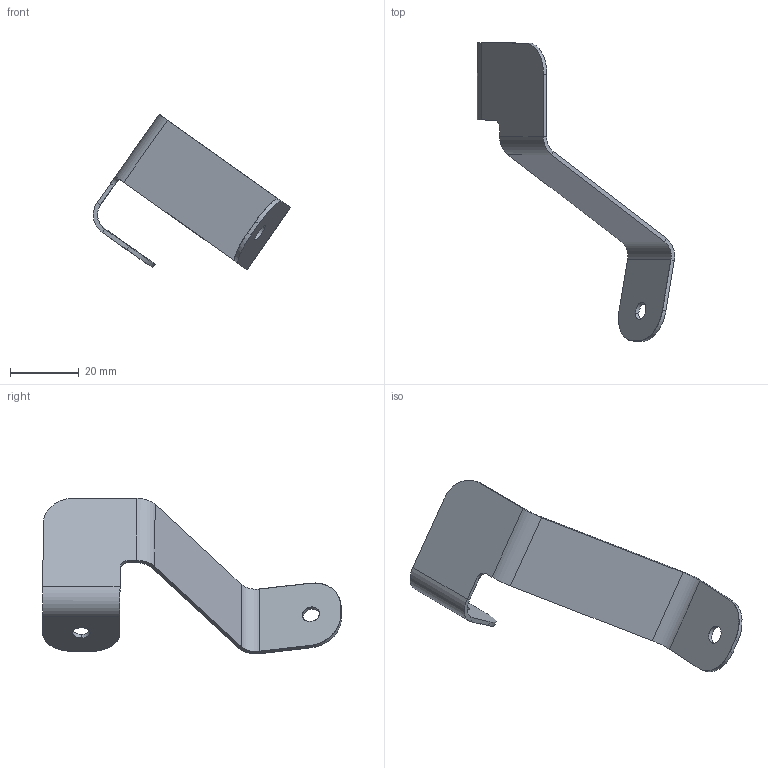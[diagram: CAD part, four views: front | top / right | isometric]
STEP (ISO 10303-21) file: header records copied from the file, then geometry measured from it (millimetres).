
FILE_DESCRIPTION(('CATIA V5 STEP Exchange','CAx-IF Rec.Pracs.--- Model Styling and Organization---1.5--- 2016-08-15','CAx-IF Rec.Pracs.---Supplemental Geometry---1.0---2011-11-01','CAx-IF Rec.Pracs.--- Composite Materials ---3.4---2017-06-13','CAx-IF Rec.Pracs.---Tessellated 3D Geometry---1.0---2015-12-17'),'2;1');
FILE_NAME('V2909030320000.stp','2024-04-08T00:38:48+00:00',('none'),('none'),'CATIA Version 5-6 Release 2020 SP6','CATIA V5 STEP AP242 v2','none');
FILE_SCHEMA(('AP242_MANAGED_MODEL_BASED_3D_ENGINEERING_MIM_LF {1 0 10303 442 1 1 4}'));
Length unit declared in the file: millimetre
Products named in the file (1): Val29
Bounding box: 57.25 x 86.64 x 45.19 mm (x, y, z)
Volume: 3746 mm3; surface area: 7476.7 mm2
Topology: 1 solids, 3 shells, 44 faces, 112 edges, 72 vertices
Faces by surface type: plane 28, cylinder 16
Entity records: 1359 total; most frequent: CARTESIAN_POINT 324, ORIENTED_EDGE 208, DIRECTION 171, EDGE_CURVE 112, AXIS2_PLACEMENT_3D 73, VERTEX_POINT 72, VECTOR 55, LINE 55
